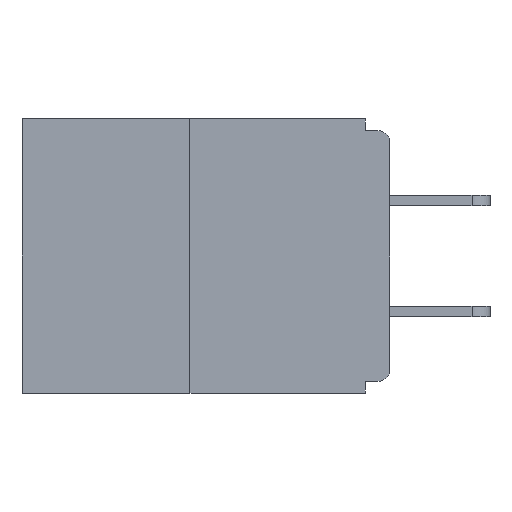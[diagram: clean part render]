
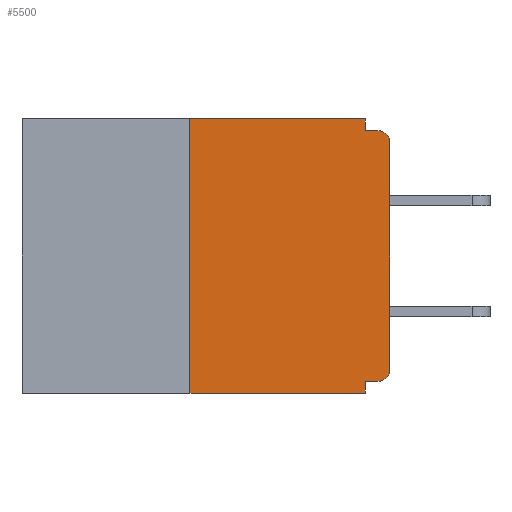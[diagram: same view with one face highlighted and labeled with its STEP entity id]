
A CAD part, left-side view. The second image highlights one B-rep face of the part: STEP entity #5500.
In plain terms, the highlighted planar face has unit normal (-1, 0, 0).
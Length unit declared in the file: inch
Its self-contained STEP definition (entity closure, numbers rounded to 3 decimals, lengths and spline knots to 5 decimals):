
#465 = VERTEX_POINT ( 'NONE', #12684 ) ;
#595 = PLANE ( 'NONE',  #1175 ) ;
#785 = DIRECTION ( 'NONE',  ( 0., -1., 0. ) ) ;
#796 = VECTOR ( 'NONE', #6608, 39.37008 ) ;
#804 = DIRECTION ( 'NONE',  ( 0., 1., 0. ) ) ;
#916 = AXIS2_PLACEMENT_3D ( 'NONE', #6305, #5201, #1870 ) ;
#1175 = AXIS2_PLACEMENT_3D ( 'NONE', #5869, #11297, #13463 ) ;
#1464 = DIRECTION ( 'NONE',  ( 0., -1., 0. ) ) ;
#1467 = VECTOR ( 'NONE', #10819, 39.37008 ) ;
#1653 = LINE ( 'NONE', #7880, #4511 ) ;
#1870 = DIRECTION ( 'NONE',  ( 0., 0., -1. ) ) ;
#1882 = LINE ( 'NONE', #4447, #12440 ) ;
#2172 = EDGE_CURVE ( 'NONE', #4170, #2260, #1882, .T. ) ;
#2234 = EDGE_CURVE ( 'NONE', #8505, #465, #3006, .T. ) ;
#2260 = VERTEX_POINT ( 'NONE', #8280 ) ;
#2946 = CARTESIAN_POINT ( 'NONE',  ( 0., 0.25, -0.343 ) ) ;
#3006 = LINE ( 'NONE', #8841, #796 ) ;
#3086 = CARTESIAN_POINT ( 'NONE',  ( 0., 0., -0.328 ) ) ;
#3159 = AXIS2_PLACEMENT_3D ( 'NONE', #10522, #4111, #11579 ) ;
#3791 = LINE ( 'NONE', #5521, #4142 ) ;
#4085 = CARTESIAN_POINT ( 'NONE',  ( 0., 0.015, -0.328 ) ) ;
#4111 = DIRECTION ( 'NONE',  ( -1., 0., 0. ) ) ;
#4142 = VECTOR ( 'NONE', #8804, 39.37008 ) ;
#4170 = VERTEX_POINT ( 'NONE', #13181 ) ;
#4363 = DIRECTION ( 'NONE',  ( 0., 0., 1. ) ) ;
#4447 = CARTESIAN_POINT ( 'NONE',  ( 0., 0., 0. ) ) ;
#4511 = VECTOR ( 'NONE', #1464, 39.37008 ) ;
#4549 = CARTESIAN_POINT ( 'NONE',  ( 0., 0.015, -0.015 ) ) ;
#4571 = FACE_OUTER_BOUND ( 'NONE', #9151, .T. ) ;
#4587 = VERTEX_POINT ( 'NONE', #10038 ) ;
#4666 = CARTESIAN_POINT ( 'NONE',  ( 0., 0., -0.015 ) ) ;
#4863 = EDGE_CURVE ( 'NONE', #10870, #8505, #8432, .T. ) ;
#4960 = ORIENTED_EDGE ( 'NONE', *, *, #6383, .T. ) ;
#5201 = DIRECTION ( 'NONE',  ( -1., 0., 0. ) ) ;
#5500 = ADVANCED_FACE ( 'NONE', ( #4571 ), #595, .F. ) ;
#5521 = CARTESIAN_POINT ( 'NONE',  ( 0., 0.25, 0. ) ) ;
#5701 = ORIENTED_EDGE ( 'NONE', *, *, #11866, .F. ) ;
#5838 = ORIENTED_EDGE ( 'NONE', *, *, #2172, .T. ) ;
#5869 = CARTESIAN_POINT ( 'NONE',  ( 0., 0.46, 0. ) ) ;
#5889 = ORIENTED_EDGE ( 'NONE', *, *, #7966, .F. ) ;
#5930 = ORIENTED_EDGE ( 'NONE', *, *, #2234, .F. ) ;
#6182 = ORIENTED_EDGE ( 'NONE', *, *, #12058, .F. ) ;
#6277 = VERTEX_POINT ( 'NONE', #2946 ) ;
#6305 = CARTESIAN_POINT ( 'NONE',  ( 0., 0.015, -0.313 ) ) ;
#6349 = LINE ( 'NONE', #13013, #1467 ) ;
#6383 = EDGE_CURVE ( 'NONE', #10870, #4170, #7539, .T. ) ;
#6608 = DIRECTION ( 'NONE',  ( 0., 0., -1. ) ) ;
#7261 = EDGE_CURVE ( 'NONE', #2260, #10142, #13728, .T. ) ;
#7383 = EDGE_CURVE ( 'NONE', #6277, #465, #1653, .T. ) ;
#7539 = CIRCLE ( 'NONE', #916, 0.015 ) ;
#7880 = CARTESIAN_POINT ( 'NONE',  ( 0., 0.46, -0.343 ) ) ;
#7966 = EDGE_CURVE ( 'NONE', #4587, #8145, #6349, .T. ) ;
#8145 = VERTEX_POINT ( 'NONE', #10121 ) ;
#8280 = CARTESIAN_POINT ( 'NONE',  ( 0., 0., -0.03 ) ) ;
#8283 = ORIENTED_EDGE ( 'NONE', *, *, #4863, .F. ) ;
#8432 = LINE ( 'NONE', #3086, #9617 ) ;
#8457 = ORIENTED_EDGE ( 'NONE', *, *, #7383, .T. ) ;
#8505 = VERTEX_POINT ( 'NONE', #13550 ) ;
#8726 = VERTEX_POINT ( 'NONE', #13436 ) ;
#8804 = DIRECTION ( 'NONE',  ( 0., 0., 1. ) ) ;
#8841 = CARTESIAN_POINT ( 'NONE',  ( 0., 0.031, -0.343 ) ) ;
#8930 = DIRECTION ( 'NONE',  ( 0., 0., -1. ) ) ;
#9151 = EDGE_LOOP ( 'NONE', ( #5889, #12622, #8457, #5930, #8283, #4960, #5838, #10839, #6182, #5701 ) ) ;
#9617 = VECTOR ( 'NONE', #804, 39.37008 ) ;
#9800 = EDGE_CURVE ( 'NONE', #6277, #4587, #3791, .T. ) ;
#10038 = CARTESIAN_POINT ( 'NONE',  ( 0., 0.25, 0. ) ) ;
#10121 = CARTESIAN_POINT ( 'NONE',  ( 0., 0.031, 0. ) ) ;
#10142 = VERTEX_POINT ( 'NONE', #4549 ) ;
#10522 = CARTESIAN_POINT ( 'NONE',  ( 0., 0.015, -0.03 ) ) ;
#10689 = LINE ( 'NONE', #13158, #12356 ) ;
#10819 = DIRECTION ( 'NONE',  ( 0., -1., 0. ) ) ;
#10839 = ORIENTED_EDGE ( 'NONE', *, *, #7261, .T. ) ;
#10870 = VERTEX_POINT ( 'NONE', #4085 ) ;
#11188 = VECTOR ( 'NONE', #785, 39.37008 ) ;
#11297 = DIRECTION ( 'NONE',  ( 1., 0., 0. ) ) ;
#11579 = DIRECTION ( 'NONE',  ( 0., 0., -1. ) ) ;
#11852 = LINE ( 'NONE', #4666, #11188 ) ;
#11866 = EDGE_CURVE ( 'NONE', #8145, #8726, #10689, .T. ) ;
#12058 = EDGE_CURVE ( 'NONE', #8726, #10142, #11852, .T. ) ;
#12356 = VECTOR ( 'NONE', #8930, 39.37008 ) ;
#12440 = VECTOR ( 'NONE', #4363, 39.37008 ) ;
#12622 = ORIENTED_EDGE ( 'NONE', *, *, #9800, .F. ) ;
#12684 = CARTESIAN_POINT ( 'NONE',  ( 0., 0.031, -0.343 ) ) ;
#13013 = CARTESIAN_POINT ( 'NONE',  ( 0., 0.46, 0. ) ) ;
#13158 = CARTESIAN_POINT ( 'NONE',  ( 0., 0.031, 0. ) ) ;
#13181 = CARTESIAN_POINT ( 'NONE',  ( 0., 0., -0.313 ) ) ;
#13436 = CARTESIAN_POINT ( 'NONE',  ( 0., 0.031, -0.015 ) ) ;
#13463 = DIRECTION ( 'NONE',  ( 0., 0., -1. ) ) ;
#13550 = CARTESIAN_POINT ( 'NONE',  ( 0., 0.031, -0.328 ) ) ;
#13728 = CIRCLE ( 'NONE', #3159, 0.015 ) ;
